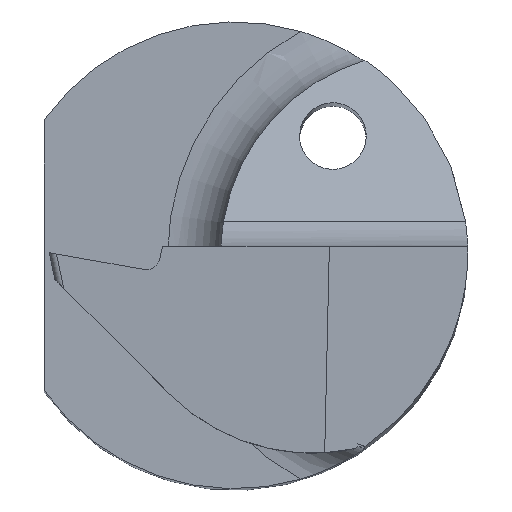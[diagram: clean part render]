
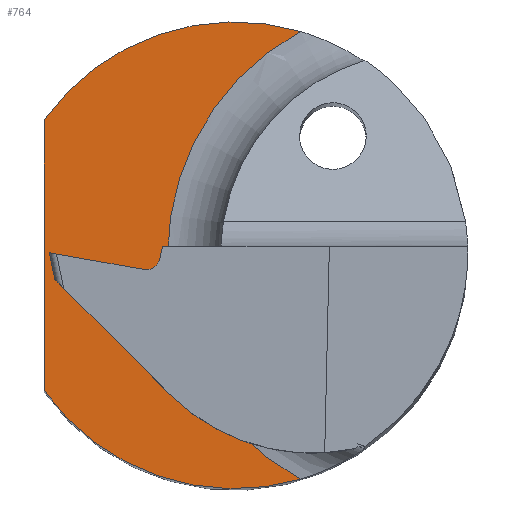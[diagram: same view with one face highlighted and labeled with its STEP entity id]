
A CAD part, top view. The second image highlights one B-rep face of the part: STEP entity #764.
In plain terms, the highlighted planar face has unit normal (0, 0, 1).
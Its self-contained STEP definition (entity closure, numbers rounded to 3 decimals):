
#7 = VERTEX_POINT ( 'NONE', #385 ) ;
#25 = CARTESIAN_POINT ( 'NONE',  ( 2.827, 0., 15. ) ) ;
#62 = EDGE_LOOP ( 'NONE', ( #100, #149, #671, #606, #75 ) ) ;
#75 = ORIENTED_EDGE ( 'NONE', *, *, #911, .F. ) ;
#85 = EDGE_CURVE ( 'NONE', #846, #834, #624, .T. ) ;
#100 = ORIENTED_EDGE ( 'NONE', *, *, #734, .F. ) ;
#118 = CARTESIAN_POINT ( 'NONE',  ( 0.99, 3.357, 15. ) ) ;
#141 = CARTESIAN_POINT ( 'NONE',  ( -2.85, -2.032, 15. ) ) ;
#149 = ORIENTED_EDGE ( 'NONE', *, *, #85, .F. ) ;
#163 = DIRECTION ( 'NONE',  ( 0., 0., 1. ) ) ;
#199 = EDGE_CURVE ( 'NONE', #453, #7, #270, .T. ) ;
#206 = FACE_OUTER_BOUND ( 'NONE', #62, .T. ) ;
#222 = DIRECTION ( 'NONE',  ( 0., 1., 0. ) ) ;
#259 = DIRECTION ( 'NONE',  ( -1., 0., 0. ) ) ;
#270 = CIRCLE ( 'NONE', #640, 3.827 ) ;
#272 = EDGE_CURVE ( 'NONE', #7, #846, #802, .T. ) ;
#330 = CARTESIAN_POINT ( 'NONE',  ( 0., 0., 15. ) ) ;
#350 = DIRECTION ( 'NONE',  ( 0., 0., 1. ) ) ;
#365 = AXIS2_PLACEMENT_3D ( 'NONE', #520, #588, #982 ) ;
#385 = CARTESIAN_POINT ( 'NONE',  ( 0.99, -3.357, 15. ) ) ;
#440 = CARTESIAN_POINT ( 'NONE',  ( -2.85, 2.032, 15. ) ) ;
#453 = VERTEX_POINT ( 'NONE', #888 ) ;
#479 = DIRECTION ( 'NONE',  ( 0., 0., -1. ) ) ;
#520 = CARTESIAN_POINT ( 'NONE',  ( 2.827, 0., 15. ) ) ;
#567 = DIRECTION ( 'NONE',  ( -1., 0., 0. ) ) ;
#578 = CARTESIAN_POINT ( 'NONE',  ( 0.325, -0.054, 15. ) ) ;
#588 = DIRECTION ( 'NONE',  ( 0., 0., 1. ) ) ;
#606 = ORIENTED_EDGE ( 'NONE', *, *, #199, .F. ) ;
#608 = AXIS2_PLACEMENT_3D ( 'NONE', #330, #955, #567 ) ;
#624 = LINE ( 'NONE', #691, #830 ) ;
#628 = AXIS2_PLACEMENT_3D ( 'NONE', #578, #350, #740 ) ;
#640 = AXIS2_PLACEMENT_3D ( 'NONE', #25, #163, #837 ) ;
#656 = CIRCLE ( 'NONE', #785, 3.5 ) ;
#671 = ORIENTED_EDGE ( 'NONE', *, *, #272, .F. ) ;
#691 = CARTESIAN_POINT ( 'NONE',  ( -2.85, 2.032, 15. ) ) ;
#731 = VERTEX_POINT ( 'NONE', #118 ) ;
#734 = EDGE_CURVE ( 'NONE', #834, #731, #656, .T. ) ;
#740 = DIRECTION ( 'NONE',  ( -1., 0., 0. ) ) ;
#764 = ADVANCED_FACE ( 'NONE', ( #206 ), #964, .T. ) ;
#785 = AXIS2_PLACEMENT_3D ( 'NONE', #878, #479, #259 ) ;
#802 = CIRCLE ( 'NONE', #608, 3.5 ) ;
#830 = VECTOR ( 'NONE', #222, 1000. ) ;
#834 = VERTEX_POINT ( 'NONE', #440 ) ;
#837 = DIRECTION ( 'NONE',  ( -1., 0., 0. ) ) ;
#846 = VERTEX_POINT ( 'NONE', #141 ) ;
#878 = CARTESIAN_POINT ( 'NONE',  ( 0., 0., 15. ) ) ;
#888 = CARTESIAN_POINT ( 'NONE',  ( -1., 0., 15. ) ) ;
#911 = EDGE_CURVE ( 'NONE', #731, #453, #949, .T. ) ;
#949 = CIRCLE ( 'NONE', #365, 3.827 ) ;
#955 = DIRECTION ( 'NONE',  ( 0., 0., -1. ) ) ;
#964 = PLANE ( 'NONE',  #628 ) ;
#982 = DIRECTION ( 'NONE',  ( -1., 0., 0. ) ) ;
